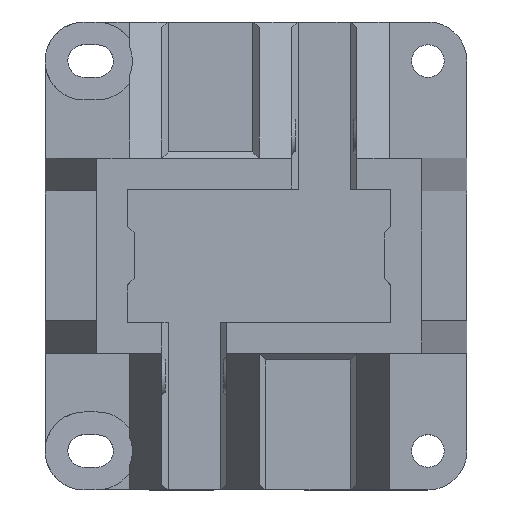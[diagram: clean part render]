
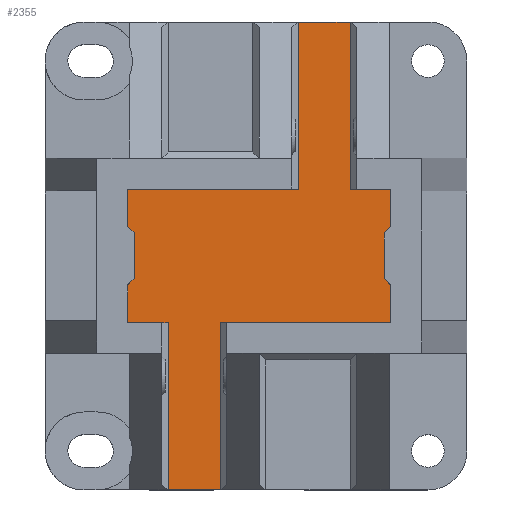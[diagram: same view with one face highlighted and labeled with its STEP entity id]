
A CAD part, top view. The second image highlights one B-rep face of the part: STEP entity #2355.
In plain terms, the highlighted planar face has unit normal (0, 0, 1).
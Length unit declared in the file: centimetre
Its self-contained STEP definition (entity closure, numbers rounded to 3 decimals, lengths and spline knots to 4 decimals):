
#174=FACE_OUTER_BOUND($,#302,.T.);
#302=EDGE_LOOP($,(#1672,#1673,#1674,#1675,#1676,#1677,#1678,#1679,#1680,
#1681,#1682,#1683,#1684,#1685,#1686,#1687,#1688,#1689,#1690,#1691,#1692));
#472=LINE($,#3374,#747);
#517=LINE($,#3473,#792);
#525=LINE($,#3490,#800);
#526=LINE($,#3492,#801);
#527=LINE($,#3494,#802);
#528=LINE($,#3496,#803);
#529=LINE($,#3498,#804);
#530=LINE($,#3500,#805);
#531=LINE($,#3502,#806);
#532=LINE($,#3504,#807);
#533=LINE($,#3506,#808);
#534=LINE($,#3507,#809);
#535=LINE($,#3509,#810);
#536=LINE($,#3511,#811);
#537=LINE($,#3513,#812);
#538=LINE($,#3515,#813);
#539=LINE($,#3517,#814);
#540=LINE($,#3519,#815);
#541=LINE($,#3521,#816);
#542=LINE($,#3523,#817);
#543=LINE($,#3524,#818);
#747=VECTOR($,#2700,0.8);
#792=VECTOR($,#2779,2.575);
#800=VECTOR($,#2793,2.575);
#801=VECTOR($,#2796,0.8003);
#802=VECTOR($,#2797,2.625);
#803=VECTOR($,#2798,0.575);
#804=VECTOR($,#2799,0.1414);
#805=VECTOR($,#2800,0.7);
#806=VECTOR($,#2801,0.1414);
#807=VECTOR($,#2802,0.575);
#808=VECTOR($,#2803,0.6249);
#809=VECTOR($,#2804,2.5744);
#810=VECTOR($,#2805,2.5745);
#811=VECTOR($,#2806,2.6251);
#812=VECTOR($,#2807,0.575);
#813=VECTOR($,#2808,0.1414);
#814=VECTOR($,#2809,0.7);
#815=VECTOR($,#2810,0.1414);
#816=VECTOR($,#2811,0.575);
#817=VECTOR($,#2812,0.5251);
#818=VECTOR($,#2813,0.1);
#1017=VERTEX_POINT($,#3371);
#1018=VERTEX_POINT($,#3373);
#1047=VERTEX_POINT($,#3447);
#1053=VERTEX_POINT($,#3469);
#1055=VERTEX_POINT($,#3472);
#1061=VERTEX_POINT($,#3488);
#1062=VERTEX_POINT($,#3493);
#1063=VERTEX_POINT($,#3495);
#1064=VERTEX_POINT($,#3497);
#1065=VERTEX_POINT($,#3499);
#1066=VERTEX_POINT($,#3501);
#1067=VERTEX_POINT($,#3503);
#1068=VERTEX_POINT($,#3505);
#1069=VERTEX_POINT($,#3508);
#1070=VERTEX_POINT($,#3510);
#1071=VERTEX_POINT($,#3512);
#1072=VERTEX_POINT($,#3514);
#1073=VERTEX_POINT($,#3516);
#1074=VERTEX_POINT($,#3518);
#1075=VERTEX_POINT($,#3520);
#1076=VERTEX_POINT($,#3522);
#1245=EDGE_CURVE($,#1018,#1017,#472,.T.);
#1294=EDGE_CURVE($,#1053,#1055,#517,.T.);
#1303=EDGE_CURVE($,#1061,#1047,#525,.T.);
#1304=EDGE_CURVE($,#1047,#1053,#526,.T.);
#1305=EDGE_CURVE($,#1061,#1062,#527,.T.);
#1306=EDGE_CURVE($,#1062,#1063,#528,.F.);
#1307=EDGE_CURVE($,#1064,#1063,#529,.F.);
#1308=EDGE_CURVE($,#1064,#1065,#530,.T.);
#1309=EDGE_CURVE($,#1066,#1065,#531,.F.);
#1310=EDGE_CURVE($,#1066,#1067,#532,.F.);
#1311=EDGE_CURVE($,#1067,#1068,#533,.T.);
#1312=EDGE_CURVE($,#1018,#1068,#534,.T.);
#1313=EDGE_CURVE($,#1069,#1017,#535,.T.);
#1314=EDGE_CURVE($,#1069,#1070,#536,.T.);
#1315=EDGE_CURVE($,#1070,#1071,#537,.T.);
#1316=EDGE_CURVE($,#1072,#1071,#538,.F.);
#1317=EDGE_CURVE($,#1072,#1073,#539,.T.);
#1318=EDGE_CURVE($,#1074,#1073,#540,.F.);
#1319=EDGE_CURVE($,#1074,#1075,#541,.T.);
#1320=EDGE_CURVE($,#1076,#1075,#542,.T.);
#1321=EDGE_CURVE($,#1076,#1055,#543,.T.);
#1672=ORIENTED_EDGE($,*,*,#1294,.F.);
#1673=ORIENTED_EDGE($,*,*,#1304,.F.);
#1674=ORIENTED_EDGE($,*,*,#1303,.F.);
#1675=ORIENTED_EDGE($,*,*,#1305,.T.);
#1676=ORIENTED_EDGE($,*,*,#1306,.T.);
#1677=ORIENTED_EDGE($,*,*,#1307,.F.);
#1678=ORIENTED_EDGE($,*,*,#1308,.T.);
#1679=ORIENTED_EDGE($,*,*,#1309,.F.);
#1680=ORIENTED_EDGE($,*,*,#1310,.T.);
#1681=ORIENTED_EDGE($,*,*,#1311,.T.);
#1682=ORIENTED_EDGE($,*,*,#1312,.F.);
#1683=ORIENTED_EDGE($,*,*,#1245,.T.);
#1684=ORIENTED_EDGE($,*,*,#1313,.F.);
#1685=ORIENTED_EDGE($,*,*,#1314,.T.);
#1686=ORIENTED_EDGE($,*,*,#1315,.T.);
#1687=ORIENTED_EDGE($,*,*,#1316,.F.);
#1688=ORIENTED_EDGE($,*,*,#1317,.T.);
#1689=ORIENTED_EDGE($,*,*,#1318,.F.);
#1690=ORIENTED_EDGE($,*,*,#1319,.T.);
#1691=ORIENTED_EDGE($,*,*,#1320,.F.);
#1692=ORIENTED_EDGE($,*,*,#1321,.T.);
#2250=PLANE($,#2496);
#2355=ADVANCED_FACE($,(#174),#2250,.T.);
#2496=AXIS2_PLACEMENT_3D($,#3491,#2794,#2795);
#2700=DIRECTION($,(-1.,0.,0.));
#2779=DIRECTION($,(0.,1.,0.));
#2793=DIRECTION($,(0.,-1.,0.));
#2794=DIRECTION('center_axis',(0.,0.,1.));
#2795=DIRECTION('ref_axis',(1.,0.,0.));
#2796=DIRECTION($,(-1.,0.,0.));
#2797=DIRECTION($,(1.,0.,0.));
#2798=DIRECTION($,(0.,-1.,0.));
#2799=DIRECTION($,(-0.707,0.707,0.));
#2800=DIRECTION($,(0.,1.,0.));
#2801=DIRECTION($,(0.707,0.707,0.));
#2802=DIRECTION($,(0.,-1.,0.));
#2803=DIRECTION($,(-1.,0.,0.));
#2804=DIRECTION($,(0.,-1.,0.));
#2805=DIRECTION($,(0.,1.,0.));
#2806=DIRECTION($,(-1.,0.,0.));
#2807=DIRECTION($,(0.,-1.,0.));
#2808=DIRECTION($,(0.707,-0.707,0.));
#2809=DIRECTION($,(0.,-1.,0.));
#2810=DIRECTION($,(-0.707,-0.707,0.));
#2811=DIRECTION($,(0.,-1.,0.));
#2812=DIRECTION($,(-1.,0.,0.));
#2813=DIRECTION($,(1.,0.,0.));
#3371=CARTESIAN_POINT('',(-1.9945,6.5995,0.));
#3373=CARTESIAN_POINT('',(-1.1945,6.5994,0.));
#3374=CARTESIAN_POINT($,(0.0304,6.5992,0.));
#3447=CARTESIAN_POINT('',(-3.195,-0.6,0.));
#3469=CARTESIAN_POINT('',(-3.9953,-0.6,0.));
#3472=CARTESIAN_POINT('',(-3.9949,1.975,0.));
#3473=CARTESIAN_POINT($,(-3.9949,2.1529,0.));
#3488=CARTESIAN_POINT('',(-3.195,1.975,0.));
#3490=CARTESIAN_POINT($,(-3.195,2.5,0.));
#3491=CARTESIAN_POINT('Origin',(-2.645,3.,0.));
#3492=CARTESIAN_POINT($,(0.,-0.6,0.));
#3493=CARTESIAN_POINT('',(-0.57,1.975,0.));
#3494=CARTESIAN_POINT($,(-1.87,1.975,0.));
#3495=CARTESIAN_POINT('',(-0.57,2.55,0.));
#3496=CARTESIAN_POINT($,(-0.57,3.,0.));
#3497=CARTESIAN_POINT('',(-0.67,2.65,0.));
#3498=CARTESIAN_POINT($,(-1.2263,3.2062,0.));
#3499=CARTESIAN_POINT('',(-0.67,3.35,0.));
#3500=CARTESIAN_POINT($,(-0.67,3.225,0.));
#3501=CARTESIAN_POINT('',(-0.57,3.45,0.));
#3502=CARTESIAN_POINT($,(-1.2263,2.7938,0.));
#3503=CARTESIAN_POINT('',(-0.57,4.025,0.));
#3504=CARTESIAN_POINT($,(-0.57,3.,0.));
#3505=CARTESIAN_POINT('',(-1.1949,4.025,0.));
#3506=CARTESIAN_POINT($,(-1.62,4.025,0.));
#3507=CARTESIAN_POINT($,(-1.1947,4.7996,0.));
#3508=CARTESIAN_POINT('',(-1.9949,4.025,0.));
#3509=CARTESIAN_POINT($,(-1.9949,3.7499,0.));
#3510=CARTESIAN_POINT('',(-4.62,4.025,0.));
#3511=CARTESIAN_POINT($,(-2.62,4.025,0.));
#3512=CARTESIAN_POINT('',(-4.62,3.45,0.));
#3513=CARTESIAN_POINT($,(-4.62,3.,0.));
#3514=CARTESIAN_POINT('',(-4.52,3.35,0.));
#3515=CARTESIAN_POINT($,(-3.9888,2.8187,0.));
#3516=CARTESIAN_POINT('',(-4.52,2.65,0.));
#3517=CARTESIAN_POINT($,(-4.52,2.775,0.));
#3518=CARTESIAN_POINT('',(-4.62,2.55,0.));
#3519=CARTESIAN_POINT($,(-3.9888,3.1813,0.));
#3520=CARTESIAN_POINT('',(-4.62,1.975,0.));
#3521=CARTESIAN_POINT($,(-4.62,3.,0.));
#3522=CARTESIAN_POINT('',(-4.0949,1.975,0.));
#3523=CARTESIAN_POINT($,(-1.62,1.975,0.));
#3524=CARTESIAN_POINT($,(-1.62,1.975,0.));
